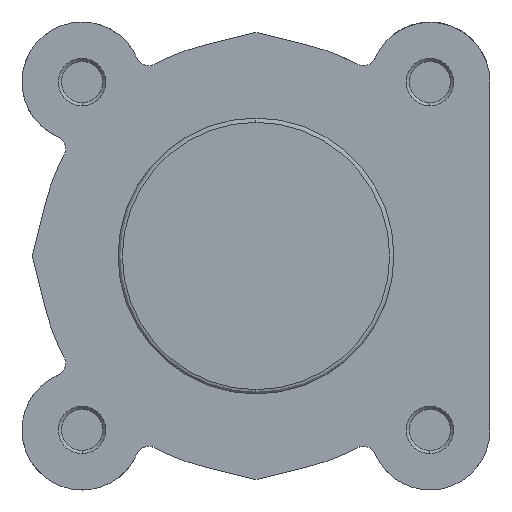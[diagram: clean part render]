
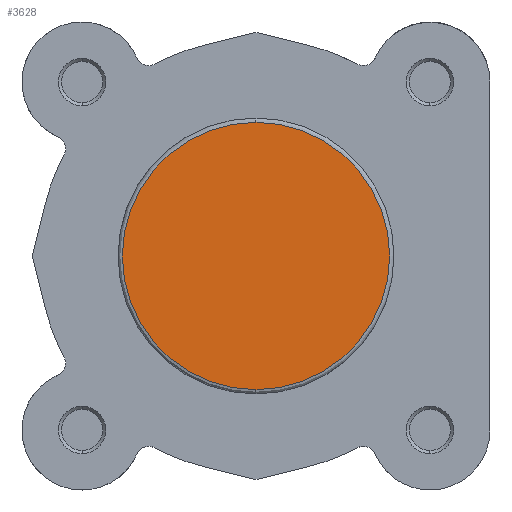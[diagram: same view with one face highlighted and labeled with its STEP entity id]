
A CAD part, left-side view. The second image highlights one B-rep face of the part: STEP entity #3628.
In plain terms, the highlighted planar face has unit normal (-1, 0, 0).
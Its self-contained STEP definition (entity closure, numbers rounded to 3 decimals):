
#640 = CARTESIAN_POINT ( 'NONE',  ( 0., 0., 0. ) ) ;
#646 = DIRECTION ( 'NONE',  ( -1., 0., 0. ) ) ;
#647 = DIRECTION ( 'NONE',  ( 0., 0., -1. ) ) ;
#1263 = CARTESIAN_POINT ( 'NONE',  ( 0., 0., 0. ) ) ;
#1271 = DIRECTION ( 'NONE',  ( -1., 0., 0. ) ) ;
#1272 = DIRECTION ( 'NONE',  ( 0., 0., -1. ) ) ;
#1989 = EDGE_LOOP ( 'NONE', ( #5129, #5128 ) ) ;
#2089 = VERTEX_POINT ( 'NONE', #2510 ) ;
#2090 = VERTEX_POINT ( 'NONE', #2511 ) ;
#2510 = CARTESIAN_POINT ( 'NONE',  ( 0., 0., 21.7 ) ) ;
#2511 = CARTESIAN_POINT ( 'NONE',  ( 0., 0., -21.7 ) ) ;
#3427 = PLANE ( 'NONE',  #5960 ) ;
#3434 = CARTESIAN_POINT ( 'NONE',  ( 0., 22.4, 0. ) ) ;
#3442 = DIRECTION ( 'NONE',  ( 1., 0., 0. ) ) ;
#3443 = DIRECTION ( 'NONE',  ( 0., 0., -1. ) ) ;
#3628 = ADVANCED_FACE ( 'NONE', ( #6497 ), #3427, .F. ) ;
#3851 = EDGE_CURVE ( 'NONE', #2090, #2089, #6885, .T. ) ;
#4088 = EDGE_CURVE ( 'NONE', #2089, #2090, #7211, .T. ) ;
#5128 = ORIENTED_EDGE ( 'NONE', *, *, #4088, .T. ) ;
#5129 = ORIENTED_EDGE ( 'NONE', *, *, #3851, .T. ) ;
#5960 = AXIS2_PLACEMENT_3D ( 'NONE', #3434, #3442, #3443 ) ;
#6125 = AXIS2_PLACEMENT_3D ( 'NONE', #640, #646, #647 ) ;
#6254 = AXIS2_PLACEMENT_3D ( 'NONE', #1263, #1271, #1272 ) ;
#6497 = FACE_OUTER_BOUND ( 'NONE', #1989, .T. ) ;
#6885 = CIRCLE ( 'NONE', #6125, 21.7 ) ;
#7211 = CIRCLE ( 'NONE', #6254, 21.7 ) ;
